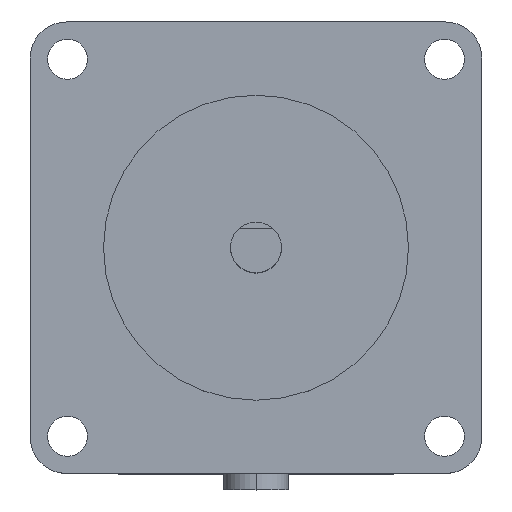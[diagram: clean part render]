
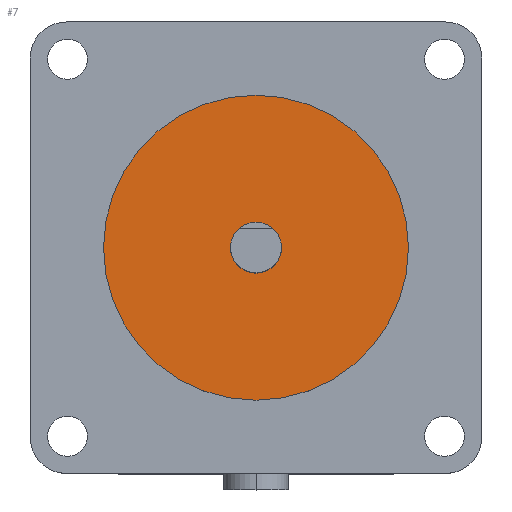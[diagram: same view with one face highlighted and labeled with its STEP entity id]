
A CAD part, top view. The second image highlights one B-rep face of the part: STEP entity #7.
In plain terms, the highlighted planar face has unit normal (0, 0, 1).
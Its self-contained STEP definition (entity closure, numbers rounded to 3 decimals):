
#7 = ADVANCED_FACE ( 'NONE', ( #1086, #1087 ), #3538, .T. ) ;
#420 = EDGE_CURVE ( 'NONE', #460, #461, #2784, .T. ) ;
#427 = EDGE_CURVE ( 'NONE', #466, #467, #2819, .T. ) ;
#446 = EDGE_CURVE ( 'NONE', #467, #466, #2849, .T. ) ;
#447 = EDGE_CURVE ( 'NONE', #461, #460, #2847, .T. ) ;
#460 = VERTEX_POINT ( 'NONE', #3041 ) ;
#461 = VERTEX_POINT ( 'NONE', #3042 ) ;
#466 = VERTEX_POINT ( 'NONE', #3047 ) ;
#467 = VERTEX_POINT ( 'NONE', #3048 ) ;
#742 = EDGE_LOOP ( 'NONE', ( #1041, #1044 ) ) ;
#744 = EDGE_LOOP ( 'NONE', ( #1042, #1045 ) ) ;
#1041 = ORIENTED_EDGE ( 'NONE', *, *, #446, .T. ) ;
#1042 = ORIENTED_EDGE ( 'NONE', *, *, #447, .F. ) ;
#1044 = ORIENTED_EDGE ( 'NONE', *, *, #427, .T. ) ;
#1045 = ORIENTED_EDGE ( 'NONE', *, *, #420, .F. ) ;
#1086 = FACE_OUTER_BOUND ( 'NONE', #742, .T. ) ;
#1087 = FACE_BOUND ( 'NONE', #744, .T. ) ;
#2784 = CIRCLE ( 'NONE', #2812, 3.175 ) ;
#2812 = AXIS2_PLACEMENT_3D ( 'NONE', #2944, #2945, #2946 ) ;
#2819 = CIRCLE ( 'NONE', #2821, 19.05 ) ;
#2821 = AXIS2_PLACEMENT_3D ( 'NONE', #2961, #2962, #2963 ) ;
#2847 = CIRCLE ( 'NONE', #2853, 3.175 ) ;
#2849 = CIRCLE ( 'NONE', #2851, 19.05 ) ;
#2851 = AXIS2_PLACEMENT_3D ( 'NONE', #3009, #3010, #3011 ) ;
#2853 = AXIS2_PLACEMENT_3D ( 'NONE', #3012, #3013, #3014 ) ;
#2944 = CARTESIAN_POINT ( 'NONE',  ( 0., 0., 1.6 ) ) ;
#2945 = DIRECTION ( 'NONE',  ( 0., 0., 1. ) ) ;
#2946 = DIRECTION ( 'NONE',  ( 1., 0., 0. ) ) ;
#2961 = CARTESIAN_POINT ( 'NONE',  ( 0., 0., 1.6 ) ) ;
#2962 = DIRECTION ( 'NONE',  ( 0., 0., 1. ) ) ;
#2963 = DIRECTION ( 'NONE',  ( 1., 0., 0. ) ) ;
#3009 = CARTESIAN_POINT ( 'NONE',  ( 0., 0., 1.6 ) ) ;
#3010 = DIRECTION ( 'NONE',  ( 0., 0., 1. ) ) ;
#3011 = DIRECTION ( 'NONE',  ( 1., 0., 0. ) ) ;
#3012 = CARTESIAN_POINT ( 'NONE',  ( 0., 0., 1.6 ) ) ;
#3013 = DIRECTION ( 'NONE',  ( 0., 0., 1. ) ) ;
#3014 = DIRECTION ( 'NONE',  ( 1., 0., 0. ) ) ;
#3041 = CARTESIAN_POINT ( 'NONE',  ( 3.175, 0., 1.6 ) ) ;
#3042 = CARTESIAN_POINT ( 'NONE',  ( -3.175, 0., 1.6 ) ) ;
#3047 = CARTESIAN_POINT ( 'NONE',  ( 19.05, 0., 1.6 ) ) ;
#3048 = CARTESIAN_POINT ( 'NONE',  ( -19.05, 0., 1.6 ) ) ;
#3538 = PLANE ( 'NONE',  #4105 ) ;
#3539 = CARTESIAN_POINT ( 'NONE',  ( 0., 0., 1.6 ) ) ;
#3540 = DIRECTION ( 'NONE',  ( 0., 0., 1. ) ) ;
#3541 = DIRECTION ( 'NONE',  ( 1., 0., 0. ) ) ;
#4105 = AXIS2_PLACEMENT_3D ( 'NONE', #3539, #3540, #3541 ) ;
